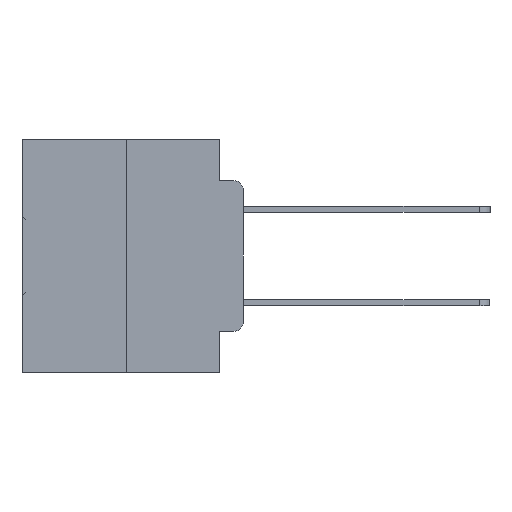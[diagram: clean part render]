
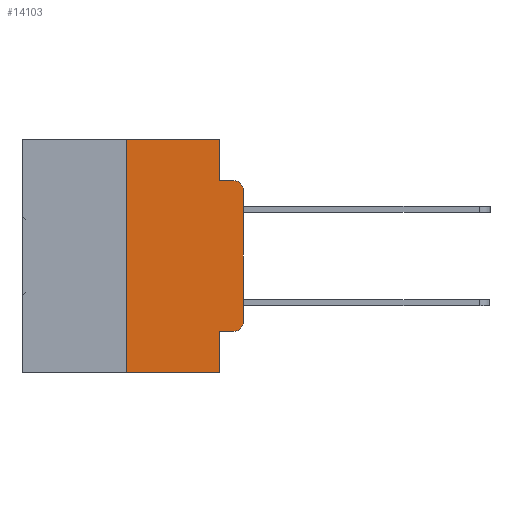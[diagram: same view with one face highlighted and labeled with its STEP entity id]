
A CAD part, left-side view. The second image highlights one B-rep face of the part: STEP entity #14103.
In plain terms, the highlighted planar face has unit normal (-1, 0, 0).
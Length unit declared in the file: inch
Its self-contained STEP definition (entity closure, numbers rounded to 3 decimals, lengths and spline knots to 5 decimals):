
#573 = CARTESIAN_POINT ( 'NONE',  ( 0., 0., -0.1085 ) ) ;
#909 = LINE ( 'NONE', #7616, #26915 ) ;
#1387 = CARTESIAN_POINT ( 'NONE',  ( 0., 0., -0.3915 ) ) ;
#1933 = VERTEX_POINT ( 'NONE', #15397 ) ;
#2015 = CARTESIAN_POINT ( 'NONE',  ( 0., 0.051, 0. ) ) ;
#3131 = VECTOR ( 'NONE', #15484, 39.37008 ) ;
#3523 = VERTEX_POINT ( 'NONE', #2015 ) ;
#4197 = EDGE_CURVE ( 'NONE', #10546, #3523, #909, .T. ) ;
#4849 = DIRECTION ( 'NONE',  ( 0., 0., -1. ) ) ;
#4960 = DIRECTION ( 'NONE',  ( 0., -1., 0. ) ) ;
#5159 = LINE ( 'NONE', #33099, #6016 ) ;
#5955 = CIRCLE ( 'NONE', #24276, 0.02 ) ;
#6016 = VECTOR ( 'NONE', #17406, 39.37008 ) ;
#6144 = CARTESIAN_POINT ( 'NONE',  ( 0., 0.473, 0. ) ) ;
#6409 = VERTEX_POINT ( 'NONE', #12453 ) ;
#7160 = CARTESIAN_POINT ( 'NONE',  ( 0., 0.051, -0.4115 ) ) ;
#7616 = CARTESIAN_POINT ( 'NONE',  ( 0., 0.473, 0. ) ) ;
#8008 = DIRECTION ( 'NONE',  ( -1., 0., 0. ) ) ;
#8847 = DIRECTION ( 'NONE',  ( 0., 0., -1. ) ) ;
#9756 = VERTEX_POINT ( 'NONE', #1387 ) ;
#10212 = CARTESIAN_POINT ( 'NONE',  ( 0., 0.25, 0. ) ) ;
#10340 = LINE ( 'NONE', #20757, #3131 ) ;
#10546 = VERTEX_POINT ( 'NONE', #10212 ) ;
#11164 = FACE_OUTER_BOUND ( 'NONE', #16049, .T. ) ;
#12453 = CARTESIAN_POINT ( 'NONE',  ( 0., 0.25, -0.5 ) ) ;
#12574 = VECTOR ( 'NONE', #18662, 39.37008 ) ;
#13181 = CARTESIAN_POINT ( 'NONE',  ( 0., 0.051, 0. ) ) ;
#13841 = EDGE_CURVE ( 'NONE', #9756, #15308, #26597, .T. ) ;
#14103 = ADVANCED_FACE ( 'NONE', ( #11164 ), #19638, .F. ) ;
#15284 = DIRECTION ( 'NONE',  ( -1., 0., 0. ) ) ;
#15308 = VERTEX_POINT ( 'NONE', #573 ) ;
#15397 = CARTESIAN_POINT ( 'NONE',  ( 0., 0.02, -0.0885 ) ) ;
#15484 = DIRECTION ( 'NONE',  ( 0., -1., 0. ) ) ;
#16049 = EDGE_LOOP ( 'NONE', ( #19950, #20427, #20976, #21309, #21760, #22027, #22482, #22903, #23358, #24115 ) ) ;
#17406 = DIRECTION ( 'NONE',  ( 0., 0., 1. ) ) ;
#17705 = VERTEX_POINT ( 'NONE', #17871 ) ;
#17871 = CARTESIAN_POINT ( 'NONE',  ( 0., 0.051, -0.0885 ) ) ;
#18210 = LINE ( 'NONE', #31426, #31296 ) ;
#18275 = CARTESIAN_POINT ( 'NONE',  ( 0., 0.02, -0.4115 ) ) ;
#18397 = DIRECTION ( 'NONE',  ( 0., -1., 0. ) ) ;
#18662 = DIRECTION ( 'NONE',  ( 0., 0., -1. ) ) ;
#19328 = AXIS2_PLACEMENT_3D ( 'NONE', #6144, #24870, #8847 ) ;
#19638 = PLANE ( 'NONE',  #19328 ) ;
#19647 = EDGE_CURVE ( 'NONE', #17705, #1933, #10340, .T. ) ;
#19950 = ORIENTED_EDGE ( 'NONE', *, *, #13841, .T. ) ;
#20427 = ORIENTED_EDGE ( 'NONE', *, *, #21055, .T. ) ;
#20608 = LINE ( 'NONE', #13181, #12574 ) ;
#20757 = CARTESIAN_POINT ( 'NONE',  ( 0., 0.051, -0.0885 ) ) ;
#20976 = ORIENTED_EDGE ( 'NONE', *, *, #19647, .F. ) ;
#21055 = EDGE_CURVE ( 'NONE', #15308, #1933, #5955, .T. ) ;
#21170 = LINE ( 'NONE', #23654, #28097 ) ;
#21309 = ORIENTED_EDGE ( 'NONE', *, *, #28689, .F. ) ;
#21760 = ORIENTED_EDGE ( 'NONE', *, *, #4197, .F. ) ;
#21800 = EDGE_CURVE ( 'NONE', #29106, #9756, #22723, .T. ) ;
#22027 = ORIENTED_EDGE ( 'NONE', *, *, #26633, .F. ) ;
#22482 = ORIENTED_EDGE ( 'NONE', *, *, #25381, .T. ) ;
#22723 = CIRCLE ( 'NONE', #29966, 0.02 ) ;
#22903 = ORIENTED_EDGE ( 'NONE', *, *, #32771, .F. ) ;
#23358 = ORIENTED_EDGE ( 'NONE', *, *, #27492, .T. ) ;
#23654 = CARTESIAN_POINT ( 'NONE',  ( 0., 0.051, 0. ) ) ;
#24070 = CARTESIAN_POINT ( 'NONE',  ( 0., 0.02, -0.3915 ) ) ;
#24115 = ORIENTED_EDGE ( 'NONE', *, *, #21800, .T. ) ;
#24276 = AXIS2_PLACEMENT_3D ( 'NONE', #31059, #15284, #33710 ) ;
#24577 = CARTESIAN_POINT ( 'NONE',  ( 0., 0., 0. ) ) ;
#24870 = DIRECTION ( 'NONE',  ( 1., 0., 0. ) ) ;
#25381 = EDGE_CURVE ( 'NONE', #6409, #26517, #31086, .T. ) ;
#25712 = CARTESIAN_POINT ( 'NONE',  ( 0., 0.473, -0.5 ) ) ;
#25777 = VECTOR ( 'NONE', #32576, 39.37008 ) ;
#26517 = VERTEX_POINT ( 'NONE', #32420 ) ;
#26597 = LINE ( 'NONE', #24577, #25777 ) ;
#26633 = EDGE_CURVE ( 'NONE', #6409, #10546, #5159, .T. ) ;
#26675 = DIRECTION ( 'NONE',  ( 0., 0., -1. ) ) ;
#26915 = VECTOR ( 'NONE', #4960, 39.37008 ) ;
#27492 = EDGE_CURVE ( 'NONE', #31979, #29106, #18210, .T. ) ;
#28097 = VECTOR ( 'NONE', #4849, 39.37008 ) ;
#28246 = DIRECTION ( 'NONE',  ( 0., -1., 0. ) ) ;
#28689 = EDGE_CURVE ( 'NONE', #3523, #17705, #20608, .T. ) ;
#29106 = VERTEX_POINT ( 'NONE', #18275 ) ;
#29447 = VECTOR ( 'NONE', #28246, 39.37008 ) ;
#29966 = AXIS2_PLACEMENT_3D ( 'NONE', #24070, #8008, #26675 ) ;
#31059 = CARTESIAN_POINT ( 'NONE',  ( 0., 0.02, -0.1085 ) ) ;
#31086 = LINE ( 'NONE', #25712, #29447 ) ;
#31296 = VECTOR ( 'NONE', #18397, 39.37008 ) ;
#31426 = CARTESIAN_POINT ( 'NONE',  ( 0., 0.051, -0.4115 ) ) ;
#31979 = VERTEX_POINT ( 'NONE', #7160 ) ;
#32420 = CARTESIAN_POINT ( 'NONE',  ( 0., 0.051, -0.5 ) ) ;
#32576 = DIRECTION ( 'NONE',  ( 0., 0., 1. ) ) ;
#32771 = EDGE_CURVE ( 'NONE', #31979, #26517, #21170, .T. ) ;
#33099 = CARTESIAN_POINT ( 'NONE',  ( 0., 0.25, 0. ) ) ;
#33710 = DIRECTION ( 'NONE',  ( 0., 0., -1. ) ) ;
